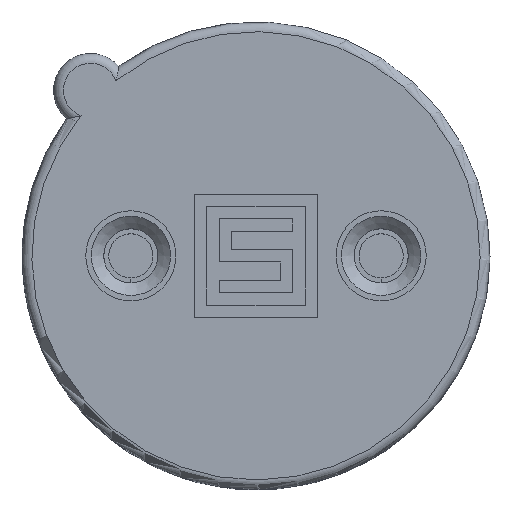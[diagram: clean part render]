
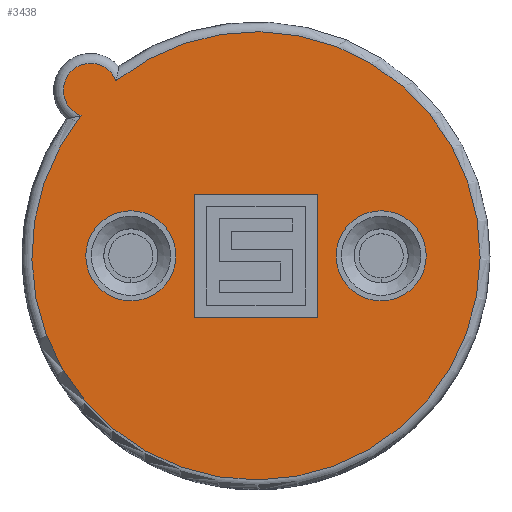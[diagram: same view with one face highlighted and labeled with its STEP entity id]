
A CAD part, top view. The second image highlights one B-rep face of the part: STEP entity #3438.
In plain terms, the highlighted planar face has unit normal (0, 0, 1).
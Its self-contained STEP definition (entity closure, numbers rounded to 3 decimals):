
#124=LINE('',#7183,#412);
#125=LINE('',#7185,#413);
#126=LINE('',#7187,#414);
#127=LINE('',#7188,#415);
#412=VECTOR('',#4083,1000.);
#413=VECTOR('',#4084,1000.);
#414=VECTOR('',#4085,1000.);
#415=VECTOR('',#4086,1000.);
#657=FACE_BOUND('',#1041,.T.);
#658=FACE_BOUND('',#1042,.T.);
#659=FACE_BOUND('',#1043,.T.);
#672=PLANE('',#3702);
#824=FACE_OUTER_BOUND('',#1040,.T.);
#1040=EDGE_LOOP('',(#2594,#2595));
#1041=EDGE_LOOP('',(#2596,#2597,#2598,#2599));
#1042=EDGE_LOOP('',(#2600,#2601));
#1043=EDGE_LOOP('',(#2602,#2603));
#1269=CIRCLE('',#3698,4.55);
#1270=CIRCLE('',#3700,0.55);
#1272=CIRCLE('',#3703,0.915);
#1273=CIRCLE('',#3704,0.915);
#1274=CIRCLE('',#3705,0.915);
#1275=CIRCLE('',#3706,0.915);
#1595=VERTEX_POINT('',#7146);
#1596=VERTEX_POINT('',#7161);
#1597=VERTEX_POINT('',#7181);
#1598=VERTEX_POINT('',#7182);
#1599=VERTEX_POINT('',#7184);
#1600=VERTEX_POINT('',#7186);
#1601=VERTEX_POINT('',#7189);
#1602=VERTEX_POINT('',#7190);
#1603=VERTEX_POINT('',#7193);
#1604=VERTEX_POINT('',#7194);
#1974=EDGE_CURVE('',#1595,#1596,#1269,.T.);
#1976=EDGE_CURVE('',#1596,#1595,#1270,.T.);
#1978=EDGE_CURVE('',#1597,#1598,#124,.T.);
#1979=EDGE_CURVE('',#1599,#1597,#125,.T.);
#1980=EDGE_CURVE('',#1600,#1599,#126,.T.);
#1981=EDGE_CURVE('',#1598,#1600,#127,.T.);
#1982=EDGE_CURVE('',#1601,#1602,#1272,.T.);
#1983=EDGE_CURVE('',#1602,#1601,#1273,.T.);
#1984=EDGE_CURVE('',#1603,#1604,#1274,.T.);
#1985=EDGE_CURVE('',#1604,#1603,#1275,.T.);
#2594=ORIENTED_EDGE('',*,*,#1974,.F.);
#2595=ORIENTED_EDGE('',*,*,#1976,.F.);
#2596=ORIENTED_EDGE('',*,*,#1978,.F.);
#2597=ORIENTED_EDGE('',*,*,#1979,.F.);
#2598=ORIENTED_EDGE('',*,*,#1980,.F.);
#2599=ORIENTED_EDGE('',*,*,#1981,.F.);
#2600=ORIENTED_EDGE('',*,*,#1982,.F.);
#2601=ORIENTED_EDGE('',*,*,#1983,.F.);
#2602=ORIENTED_EDGE('',*,*,#1984,.F.);
#2603=ORIENTED_EDGE('',*,*,#1985,.F.);
#3438=ADVANCED_FACE('',(#824,#657,#658,#659),#672,.T.);
#3698=AXIS2_PLACEMENT_3D('',#7162,#4073,#4074);
#3700=AXIS2_PLACEMENT_3D('',#7178,#4077,#4078);
#3702=AXIS2_PLACEMENT_3D('',#7180,#4081,#4082);
#3703=AXIS2_PLACEMENT_3D('',#7191,#4087,#4088);
#3704=AXIS2_PLACEMENT_3D('',#7192,#4089,#4090);
#3705=AXIS2_PLACEMENT_3D('',#7195,#4091,#4092);
#3706=AXIS2_PLACEMENT_3D('',#7196,#4093,#4094);
#4073=DIRECTION('center_axis',(0.,0.,-1.));
#4074=DIRECTION('ref_axis',(0.707,-0.707,0.));
#4077=DIRECTION('center_axis',(0.,0.,-1.));
#4078=DIRECTION('ref_axis',(-0.707,0.707,0.));
#4081=DIRECTION('center_axis',(0.,0.,1.));
#4082=DIRECTION('ref_axis',(1.,0.,0.));
#4083=DIRECTION('',(0.,-1.,0.));
#4084=DIRECTION('',(-1.,0.,0.));
#4085=DIRECTION('',(0.,1.,0.));
#4086=DIRECTION('',(1.,0.,0.));
#4087=DIRECTION('center_axis',(0.,0.,1.));
#4088=DIRECTION('ref_axis',(1.,0.,0.));
#4089=DIRECTION('center_axis',(0.,0.,1.));
#4090=DIRECTION('ref_axis',(1.,0.,0.));
#4091=DIRECTION('center_axis',(0.,0.,1.));
#4092=DIRECTION('ref_axis',(1.,0.,0.));
#4093=DIRECTION('center_axis',(0.,0.,1.));
#4094=DIRECTION('ref_axis',(1.,0.,0.));
#7146=CARTESIAN_POINT('',(-2.844,3.552,4.4));
#7161=CARTESIAN_POINT('',(-3.552,2.844,4.4));
#7162=CARTESIAN_POINT('Origin',(0.,0.,4.4));
#7178=CARTESIAN_POINT('Origin',(-3.359,3.359,4.4));
#7180=CARTESIAN_POINT('Origin',(-1.679,1.679,4.4));
#7181=CARTESIAN_POINT('',(-1.25,1.25,4.4));
#7182=CARTESIAN_POINT('',(-1.25,-1.25,4.4));
#7183=CARTESIAN_POINT('',(-1.25,1.25,4.4));
#7184=CARTESIAN_POINT('',(1.25,1.25,4.4));
#7185=CARTESIAN_POINT('',(-1.25,1.25,4.4));
#7186=CARTESIAN_POINT('',(1.25,-1.25,4.4));
#7187=CARTESIAN_POINT('',(1.25,1.25,4.4));
#7188=CARTESIAN_POINT('',(-1.25,-1.25,4.4));
#7189=CARTESIAN_POINT('',(3.455,0.,4.4));
#7190=CARTESIAN_POINT('',(1.625,0.,4.4));
#7191=CARTESIAN_POINT('Origin',(2.54,0.,4.4));
#7192=CARTESIAN_POINT('Origin',(2.54,0.,4.4));
#7193=CARTESIAN_POINT('',(-1.625,0.,4.4));
#7194=CARTESIAN_POINT('',(-3.455,0.,4.4));
#7195=CARTESIAN_POINT('Origin',(-2.54,0.,4.4));
#7196=CARTESIAN_POINT('Origin',(-2.54,0.,4.4));
